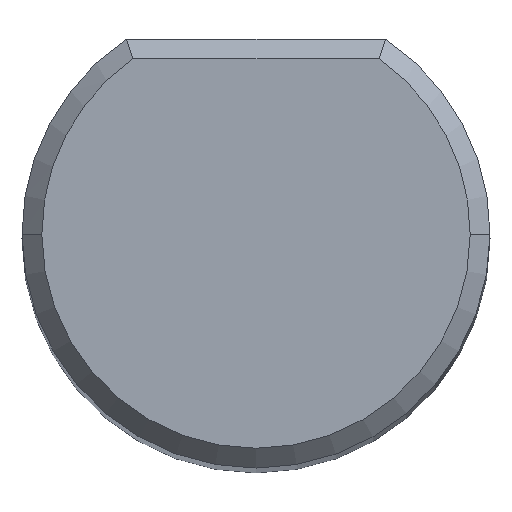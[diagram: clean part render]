
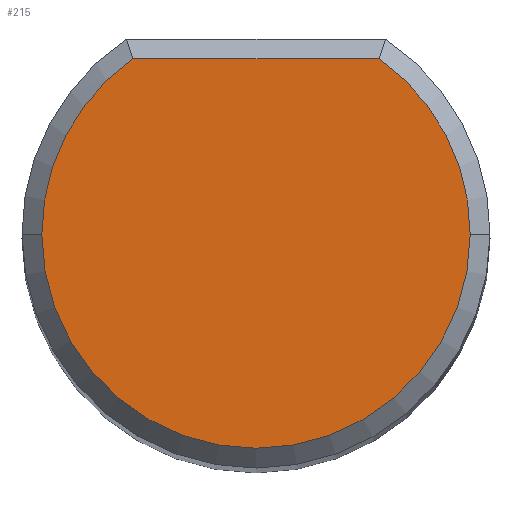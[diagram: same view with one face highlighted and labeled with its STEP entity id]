
A CAD part, top view. The second image highlights one B-rep face of the part: STEP entity #215.
In plain terms, the highlighted planar face has unit normal (0, 0, 1).
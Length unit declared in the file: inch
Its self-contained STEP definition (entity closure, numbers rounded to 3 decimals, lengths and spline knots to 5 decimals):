
#2 = ORIENTED_EDGE ( 'NONE', *, *, #128, .F. ) ;
#22 = FACE_OUTER_BOUND ( 'NONE', #40, .T. ) ;
#26 = AXIS2_PLACEMENT_3D ( 'NONE', #212, #279, #81 ) ;
#31 = CARTESIAN_POINT ( 'NONE',  ( 0.10811, 0., 0.70866 ) ) ;
#36 = CARTESIAN_POINT ( 'NONE',  ( 0., 0., 0.70866 ) ) ;
#40 = EDGE_LOOP ( 'NONE', ( #202, #250, #2, #394 ) ) ;
#45 = VERTEX_POINT ( 'NONE', #364 ) ;
#63 = DIRECTION ( 'NONE',  ( -1., 0., 0. ) ) ;
#68 = VECTOR ( 'NONE', #392, 39.37008 ) ;
#73 = AXIS2_PLACEMENT_3D ( 'NONE', #380, #175, #410 ) ;
#81 = DIRECTION ( 'NONE',  ( 1., 0., 0. ) ) ;
#105 = CIRCLE ( 'NONE', #73, 0.10811 ) ;
#127 = VERTEX_POINT ( 'NONE', #165 ) ;
#128 = EDGE_CURVE ( 'NONE', #127, #45, #325, .T. ) ;
#154 = CARTESIAN_POINT ( 'NONE',  ( 0., 0.08843, 0.70866 ) ) ;
#165 = CARTESIAN_POINT ( 'NONE',  ( -0.10811, 0., 0.70866 ) ) ;
#173 = CARTESIAN_POINT ( 'NONE',  ( 0., 0., 0.70866 ) ) ;
#174 = CARTESIAN_POINT ( 'NONE',  ( 0.0622, 0.08843, 0.70866 ) ) ;
#175 = DIRECTION ( 'NONE',  ( 0., 0., -1. ) ) ;
#191 = EDGE_CURVE ( 'NONE', #235, #127, #105, .T. ) ;
#201 = VERTEX_POINT ( 'NONE', #174 ) ;
#202 = ORIENTED_EDGE ( 'NONE', *, *, #308, .F. ) ;
#205 = DIRECTION ( 'NONE',  ( -1., 0., 0. ) ) ;
#212 = CARTESIAN_POINT ( 'NONE',  ( 0., 0., 0.70866 ) ) ;
#214 = CIRCLE ( 'NONE', #358, 0.10811 ) ;
#215 = ADVANCED_FACE ( 'NONE', ( #22 ), #341, .T. ) ;
#235 = VERTEX_POINT ( 'NONE', #31 ) ;
#249 = DIRECTION ( 'NONE',  ( 0., 0., -1. ) ) ;
#250 = ORIENTED_EDGE ( 'NONE', *, *, #386, .T. ) ;
#279 = DIRECTION ( 'NONE',  ( 0., 0., 1. ) ) ;
#299 = LINE ( 'NONE', #154, #68 ) ;
#308 = EDGE_CURVE ( 'NONE', #201, #235, #214, .T. ) ;
#325 = CIRCLE ( 'NONE', #333, 0.10811 ) ;
#333 = AXIS2_PLACEMENT_3D ( 'NONE', #173, #405, #205 ) ;
#341 = PLANE ( 'NONE',  #26 ) ;
#358 = AXIS2_PLACEMENT_3D ( 'NONE', #36, #249, #63 ) ;
#364 = CARTESIAN_POINT ( 'NONE',  ( -0.0622, 0.08843, 0.70866 ) ) ;
#380 = CARTESIAN_POINT ( 'NONE',  ( 0., 0., 0.70866 ) ) ;
#386 = EDGE_CURVE ( 'NONE', #201, #45, #299, .T. ) ;
#392 = DIRECTION ( 'NONE',  ( -1., 0., 0. ) ) ;
#394 = ORIENTED_EDGE ( 'NONE', *, *, #191, .F. ) ;
#405 = DIRECTION ( 'NONE',  ( 0., 0., -1. ) ) ;
#410 = DIRECTION ( 'NONE',  ( -1., 0., 0. ) ) ;
